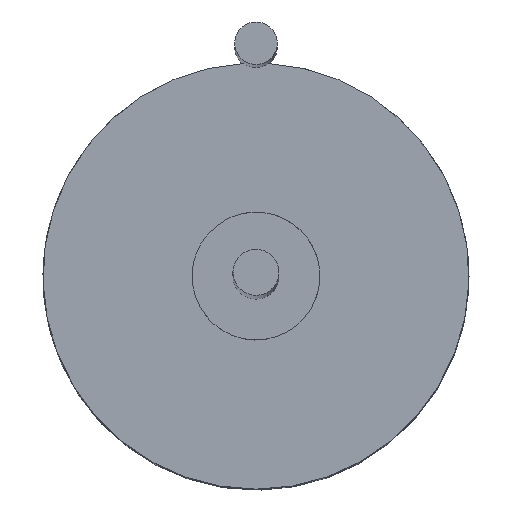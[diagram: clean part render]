
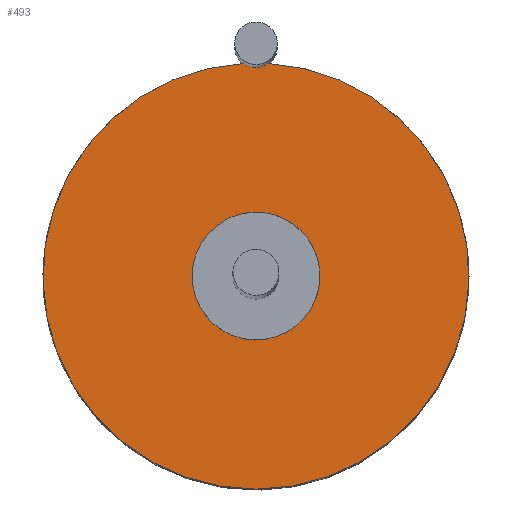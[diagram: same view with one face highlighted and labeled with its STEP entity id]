
A CAD part, top view. The second image highlights one B-rep face of the part: STEP entity #493.
In plain terms, the highlighted planar face has unit normal (0, 0, -1).
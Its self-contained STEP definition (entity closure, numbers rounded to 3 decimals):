
#418=AXIS2_PLACEMENT_3D('Circle Axis2P3D',#416,#417,$) ;
#436=AXIS2_PLACEMENT_3D('Circle Axis2P3D',#434,#435,$) ;
#463=AXIS2_PLACEMENT_3D('Plane Axis2P3D',#460,#461,#462) ;
#467=AXIS2_PLACEMENT_3D('Circle Axis2P3D',#465,#466,$) ;
#477=AXIS2_PLACEMENT_3D('Circle Axis2P3D',#475,#476,$) ;
#486=AXIS2_PLACEMENT_3D('Circle Axis2P3D',#484,#485,$) ;
#406=CARTESIAN_POINT('Vertex',(-0.144,2.496,7.385)) ;
#413=CARTESIAN_POINT('Vertex',(0.144,2.496,7.385)) ;
#416=CARTESIAN_POINT('Axis2P3D Location',(0.,2.7,7.385)) ;
#434=CARTESIAN_POINT('Axis2P3D Location',(0.,0.,7.385)) ;
#438=CARTESIAN_POINT('Vertex',(0.,-2.5,7.385)) ;
#460=CARTESIAN_POINT('Axis2P3D Location',(0.,-2.5,7.385)) ;
#465=CARTESIAN_POINT('Axis2P3D Location',(0.,0.,7.385)) ;
#475=CARTESIAN_POINT('Axis2P3D Location',(0.,0.,7.385)) ;
#479=CARTESIAN_POINT('Vertex',(-0.36,0.658,7.385)) ;
#481=CARTESIAN_POINT('Vertex',(0.36,-0.658,7.385)) ;
#484=CARTESIAN_POINT('Axis2P3D Location',(0.,0.,7.385)) ;
#417=DIRECTION('Axis2P3D Direction',(0.,0.,1.)) ;
#435=DIRECTION('Axis2P3D Direction',(0.,0.,1.)) ;
#461=DIRECTION('Axis2P3D Direction',(0.,0.,1.)) ;
#462=DIRECTION('Axis2P3D XDirection',(1.,0.,0.)) ;
#466=DIRECTION('Axis2P3D Direction',(0.,0.,1.)) ;
#476=DIRECTION('Axis2P3D Direction',(0.,0.,1.)) ;
#485=DIRECTION('Axis2P3D Direction',(0.,0.,1.)) ;
#471=ORIENTED_EDGE('',*,*,#440,.F.) ;
#472=ORIENTED_EDGE('',*,*,#420,.T.) ;
#473=ORIENTED_EDGE('',*,*,#469,.F.) ;
#490=ORIENTED_EDGE('',*,*,#483,.T.) ;
#491=ORIENTED_EDGE('',*,*,#488,.T.) ;
#492=FACE_BOUND('',#489,.T.) ;
#493=ADVANCED_FACE('Split.2',(#474,#492),#464,.F.) ;
#419=CIRCLE('generated circle',#418,0.25) ;
#437=CIRCLE('generated circle',#436,2.5) ;
#468=CIRCLE('generated circle',#467,2.5) ;
#478=CIRCLE('generated circle',#477,0.75) ;
#487=CIRCLE('generated circle',#486,0.75) ;
#420=EDGE_CURVE('',#407,#414,#419,.T.) ;
#440=EDGE_CURVE('',#407,#439,#437,.T.) ;
#469=EDGE_CURVE('',#439,#414,#468,.T.) ;
#483=EDGE_CURVE('',#480,#482,#478,.T.) ;
#488=EDGE_CURVE('',#482,#480,#487,.T.) ;
#470=EDGE_LOOP('',(#471,#472,#473)) ;
#489=EDGE_LOOP('',(#490,#491)) ;
#474=FACE_OUTER_BOUND('',#470,.T.) ;
#464=PLANE('',#463) ;
#407=VERTEX_POINT('',#406) ;
#414=VERTEX_POINT('',#413) ;
#439=VERTEX_POINT('',#438) ;
#480=VERTEX_POINT('',#479) ;
#482=VERTEX_POINT('',#481) ;
